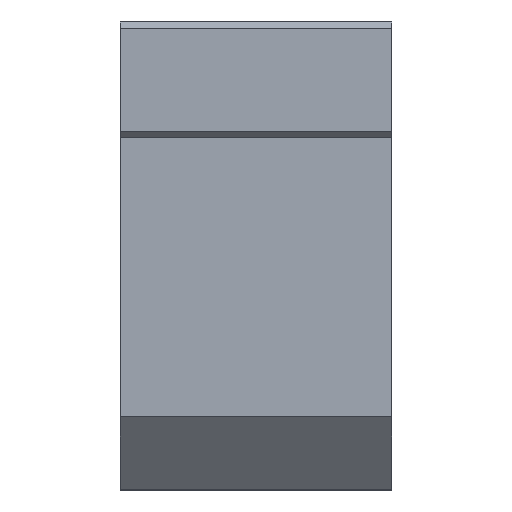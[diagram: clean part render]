
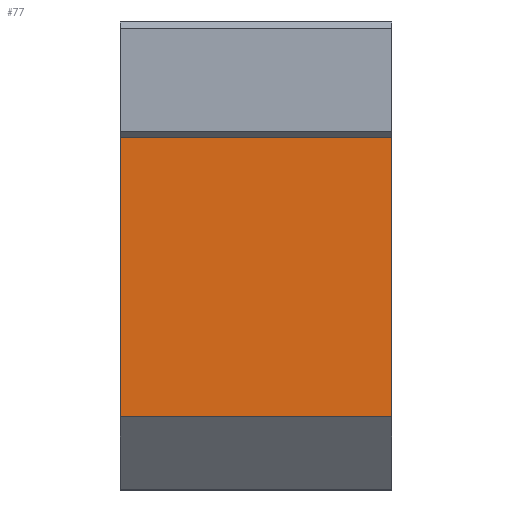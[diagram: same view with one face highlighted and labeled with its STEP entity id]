
A CAD part, top view. The second image highlights one B-rep face of the part: STEP entity #77.
In plain terms, the highlighted planar face has unit normal (0, 0, 1).
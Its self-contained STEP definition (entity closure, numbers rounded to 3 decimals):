
#3 = VERTEX_POINT ( 'NONE', #49 ) ;
#47 = VERTEX_POINT ( 'NONE', #812 ) ;
#49 = CARTESIAN_POINT ( 'NONE',  ( -11.2, 9.5, 24.5 ) ) ;
#65 = VERTEX_POINT ( 'NONE', #780 ) ;
#69 = VERTEX_POINT ( 'NONE', #762 ) ;
#77 = ADVANCED_FACE ( 'NONE', ( #265 ), #710, .T. ) ;
#133 = VECTOR ( 'NONE', #798, 1000. ) ;
#137 = LINE ( 'NONE', #817, #133 ) ;
#157 = VECTOR ( 'NONE', #850, 1000. ) ;
#158 = LINE ( 'NONE', #851, #157 ) ;
#175 = VECTOR ( 'NONE', #875, 1000. ) ;
#176 = LINE ( 'NONE', #876, #175 ) ;
#228 = LINE ( 'NONE', #642, #229 ) ;
#229 = VECTOR ( 'NONE', #967, 1000. ) ;
#251 = ORIENTED_EDGE ( 'NONE', *, *, #620, .T. ) ;
#264 = ORIENTED_EDGE ( 'NONE', *, *, #612, .F. ) ;
#265 = FACE_OUTER_BOUND ( 'NONE', #451, .T. ) ;
#282 = ORIENTED_EDGE ( 'NONE', *, *, #633, .F. ) ;
#344 = ORIENTED_EDGE ( 'NONE', *, *, #503, .T. ) ;
#451 = EDGE_LOOP ( 'NONE', ( #251, #282, #264, #344 ) ) ;
#503 = EDGE_CURVE ( 'NONE', #3, #47, #228, .T. ) ;
#607 = AXIS2_PLACEMENT_3D ( 'NONE', #751, #695, #691 ) ;
#612 = EDGE_CURVE ( 'NONE', #3, #69, #176, .T. ) ;
#620 = EDGE_CURVE ( 'NONE', #47, #65, #158, .T. ) ;
#633 = EDGE_CURVE ( 'NONE', #69, #65, #137, .T. ) ;
#642 = CARTESIAN_POINT ( 'NONE',  ( -11.2, -13.5, 24.5 ) ) ;
#691 = DIRECTION ( 'NONE',  ( 1., 0., 0. ) ) ;
#695 = DIRECTION ( 'NONE',  ( 0., 0., 1. ) ) ;
#710 = PLANE ( 'NONE',  #607 ) ;
#751 = CARTESIAN_POINT ( 'NONE',  ( -11.2, -13.5, 24.5 ) ) ;
#762 = CARTESIAN_POINT ( 'NONE',  ( 11.2, 9.5, 24.5 ) ) ;
#780 = CARTESIAN_POINT ( 'NONE',  ( 11.2, -13.5, 24.5 ) ) ;
#798 = DIRECTION ( 'NONE',  ( 0., -1., 0. ) ) ;
#812 = CARTESIAN_POINT ( 'NONE',  ( -11.2, -13.5, 24.5 ) ) ;
#817 = CARTESIAN_POINT ( 'NONE',  ( 11.2, -13.5, 24.5 ) ) ;
#850 = DIRECTION ( 'NONE',  ( 1., 0., 0. ) ) ;
#851 = CARTESIAN_POINT ( 'NONE',  ( -11.2, -13.5, 24.5 ) ) ;
#875 = DIRECTION ( 'NONE',  ( 1., 0., 0. ) ) ;
#876 = CARTESIAN_POINT ( 'NONE',  ( -11.2, 9.5, 24.5 ) ) ;
#967 = DIRECTION ( 'NONE',  ( 0., -1., 0. ) ) ;
